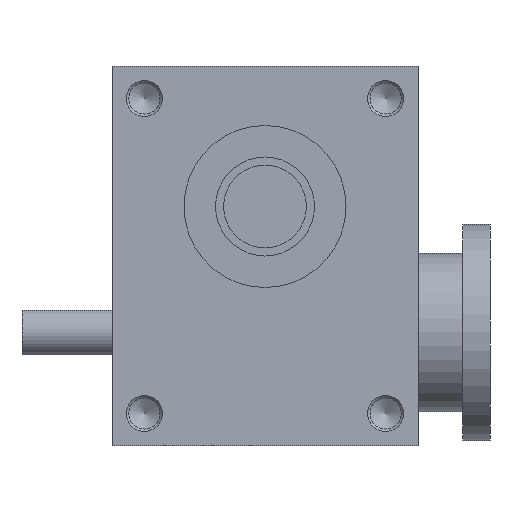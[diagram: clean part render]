
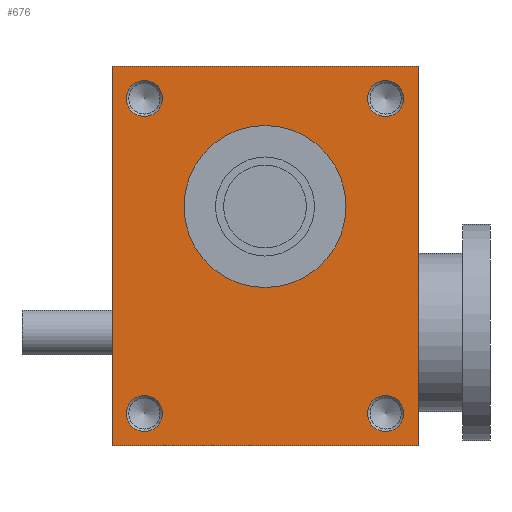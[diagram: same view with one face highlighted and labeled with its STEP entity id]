
A CAD part, front view. The second image highlights one B-rep face of the part: STEP entity #676.
In plain terms, the highlighted planar face has unit normal (0, -1, 0).
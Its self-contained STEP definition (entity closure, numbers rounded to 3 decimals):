
#676 = ADVANCED_FACE( '', ( #1394, #1395, #1396, #1397, #1398, #1399 ), #1400, .F. );
#1394 = FACE_BOUND( '', #2085, .T. );
#1395 = FACE_BOUND( '', #2086, .T. );
#1396 = FACE_BOUND( '', #2087, .T. );
#1397 = FACE_BOUND( '', #2088, .T. );
#1398 = FACE_BOUND( '', #2089, .T. );
#1399 = FACE_OUTER_BOUND( '', #2090, .T. );
#1400 = PLANE( '', #2091 );
#2085 = EDGE_LOOP( '', ( #3579 ) );
#2086 = EDGE_LOOP( '', ( #3580 ) );
#2087 = EDGE_LOOP( '', ( #3581 ) );
#2088 = EDGE_LOOP( '', ( #3582 ) );
#2089 = EDGE_LOOP( '', ( #3583 ) );
#2090 = EDGE_LOOP( '', ( #3584, #3585, #3586, #3587 ) );
#2091 = AXIS2_PLACEMENT_3D( '', #3588, #3589, #3590 );
#3579 = ORIENTED_EDGE( '', *, *, #3805, .F. );
#3580 = ORIENTED_EDGE( '', *, *, #4057, .F. );
#3581 = ORIENTED_EDGE( '', *, *, #3771, .F. );
#3582 = ORIENTED_EDGE( '', *, *, #4051, .F. );
#3583 = ORIENTED_EDGE( '', *, *, #4069, .T. );
#3584 = ORIENTED_EDGE( '', *, *, #3853, .T. );
#3585 = ORIENTED_EDGE( '', *, *, #3638, .F. );
#3586 = ORIENTED_EDGE( '', *, *, #3967, .F. );
#3587 = ORIENTED_EDGE( '', *, *, #4103, .T. );
#3588 = CARTESIAN_POINT( '', ( -85., -75., 105.5 ) );
#3589 = DIRECTION( '', ( 0., 1., 0. ) );
#3590 = DIRECTION( '', ( 0., 0., 1. ) );
#3638 = EDGE_CURVE( '', #4230, #4225, #4232, .T. );
#3771 = EDGE_CURVE( '', #4457, #4457, #4458, .T. );
#3805 = EDGE_CURVE( '', #4511, #4511, #4512, .T. );
#3853 = EDGE_CURVE( '', #4583, #4225, #4586, .T. );
#3967 = EDGE_CURVE( '', #4764, #4230, #4766, .T. );
#4051 = EDGE_CURVE( '', #4873, #4873, #4874, .T. );
#4057 = EDGE_CURVE( '', #4880, #4880, #4881, .T. );
#4069 = EDGE_CURVE( '', #4896, #4896, #4897, .T. );
#4103 = EDGE_CURVE( '', #4764, #4583, #4940, .T. );
#4225 = VERTEX_POINT( '', #5142 );
#4230 = VERTEX_POINT( '', #5149 );
#4232 = LINE( '', #5152, #5153 );
#4457 = VERTEX_POINT( '', #5430 );
#4458 = CIRCLE( '', #5431, 10. );
#4511 = VERTEX_POINT( '', #5498 );
#4512 = CIRCLE( '', #5499, 10. );
#4583 = VERTEX_POINT( '', #5587 );
#4586 = LINE( '', #5592, #5593 );
#4764 = VERTEX_POINT( '', #5832 );
#4766 = LINE( '', #5835, #5836 );
#4873 = VERTEX_POINT( '', #5963 );
#4874 = CIRCLE( '', #5964, 10. );
#4880 = VERTEX_POINT( '', #5972 );
#4881 = CIRCLE( '', #5973, 10. );
#4896 = VERTEX_POINT( '', #5991 );
#4897 = CIRCLE( '', #5992, 45. );
#4940 = LINE( '', #6050, #6051 );
#5142 = CARTESIAN_POINT( '', ( 85., -75., -105.5 ) );
#5149 = CARTESIAN_POINT( '', ( 85., -75., 105.5 ) );
#5152 = CARTESIAN_POINT( '', ( 85., -75., 105.5 ) );
#5153 = VECTOR( '', #6181, 1000. );
#5430 = CARTESIAN_POINT( '', ( 67., -75., 77.5 ) );
#5431 = AXIS2_PLACEMENT_3D( '', #6375, #6376, #6377 );
#5498 = CARTESIAN_POINT( '', ( -67., -75., -97.5 ) );
#5499 = AXIS2_PLACEMENT_3D( '', #6419, #6420, #6421 );
#5587 = CARTESIAN_POINT( '', ( -85., -75., -105.5 ) );
#5592 = CARTESIAN_POINT( '', ( -85., -75., -105.5 ) );
#5593 = VECTOR( '', #6477, 1000. );
#5832 = CARTESIAN_POINT( '', ( -85., -75., 105.5 ) );
#5835 = CARTESIAN_POINT( '', ( -85., -75., 105.5 ) );
#5836 = VECTOR( '', #6639, 1000. );
#5963 = CARTESIAN_POINT( '', ( 67., -75., -97.5 ) );
#5964 = AXIS2_PLACEMENT_3D( '', #6732, #6733, #6734 );
#5972 = CARTESIAN_POINT( '', ( -67., -75., 77.5 ) );
#5973 = AXIS2_PLACEMENT_3D( '', #6737, #6738, #6739 );
#5991 = CARTESIAN_POINT( '', ( 45., -75., 27.5 ) );
#5992 = AXIS2_PLACEMENT_3D( '', #6752, #6753, #6754 );
#6050 = CARTESIAN_POINT( '', ( -85., -75., 105.5 ) );
#6051 = VECTOR( '', #6779, 1000. );
#6181 = DIRECTION( '', ( 0., 0., -1. ) );
#6375 = CARTESIAN_POINT( '', ( 67., -75., 87.5 ) );
#6376 = DIRECTION( '', ( 0., -1., 0. ) );
#6377 = DIRECTION( '', ( 0., 0., -1. ) );
#6419 = CARTESIAN_POINT( '', ( -67., -75., -87.5 ) );
#6420 = DIRECTION( '', ( 0., -1., 0. ) );
#6421 = DIRECTION( '', ( 0., 0., -1. ) );
#6477 = DIRECTION( '', ( 1., 0., 0. ) );
#6639 = DIRECTION( '', ( 1., 0., 0. ) );
#6732 = CARTESIAN_POINT( '', ( 67., -75., -87.5 ) );
#6733 = DIRECTION( '', ( 0., -1., 0. ) );
#6734 = DIRECTION( '', ( 0., 0., -1. ) );
#6737 = CARTESIAN_POINT( '', ( -67., -75., 87.5 ) );
#6738 = DIRECTION( '', ( 0., -1., 0. ) );
#6739 = DIRECTION( '', ( 0., 0., -1. ) );
#6752 = CARTESIAN_POINT( '', ( 0., -75., 27.5 ) );
#6753 = DIRECTION( '', ( 0., 1., 0. ) );
#6754 = DIRECTION( '', ( 1., 0., 0. ) );
#6779 = DIRECTION( '', ( 0., 0., -1. ) );
